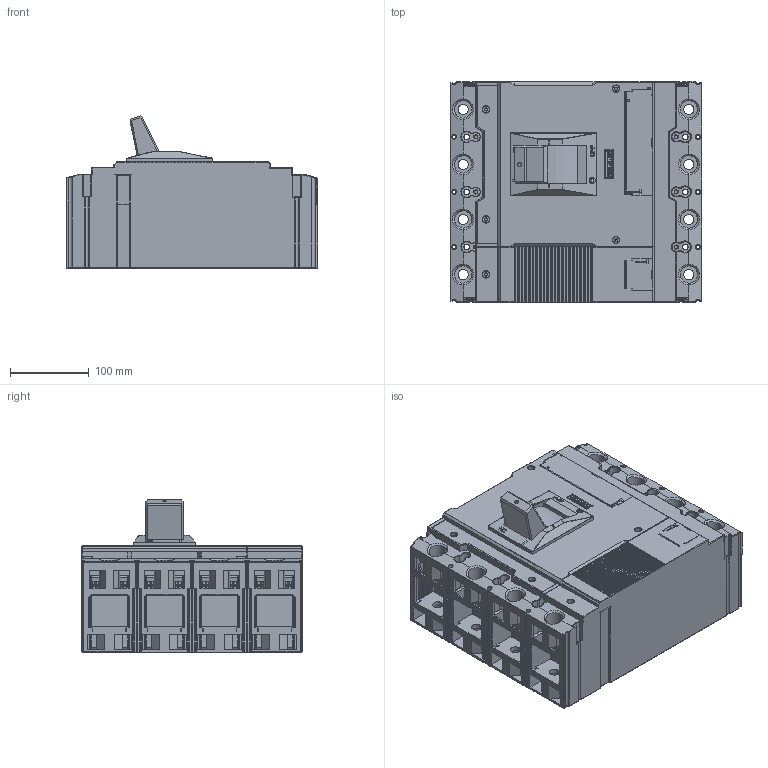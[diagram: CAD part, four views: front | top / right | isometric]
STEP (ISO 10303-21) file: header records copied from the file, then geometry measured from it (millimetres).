
FILE_DESCRIPTION(/* description */ (''),/* implementation_level */ '2;1');
FILE_NAME(/* name */ 'FILE_STP_CAD_DRAWING_3D_P5ME4PS0800_prt.stp',/* time_stamp */ '2025-07-28T15:40:37+02:00',/* author */ (''),/* organization */ (''),/* preprocessor_version */ 'ST-DEVELOPER v20',/* originating_system */ 'SIEMENS PLM Software NX2406.8500',/* authorisation */ '');
FILE_SCHEMA (('AUTOMOTIVE_DESIGN { 1 0 10303 214 3 1 1 1 }'));
Products named in the file (1): 3D_P5ME4PS0800
Bounding box: 320 x 280 x 193.57 mm (x, y, z)
Surface area: 676721.8 mm2 (no closed solid volume)
Topology: 0 solids, 122 shells, 2144 faces, 9256 edges, 7051 vertices
Faces by surface type: plane 1245, cylinder 670, torus 72, bspline 69, cone 47, sphere 41
Entity records: 101909 total; most frequent: CARTESIAN_POINT 26499, DIRECTION 15006, ORIENTED_EDGE 13644, EDGE_CURVE 9254, VERTEX_POINT 7050, LINE 6248, VECTOR 6248, AXIS2_PLACEMENT_3D 4379
